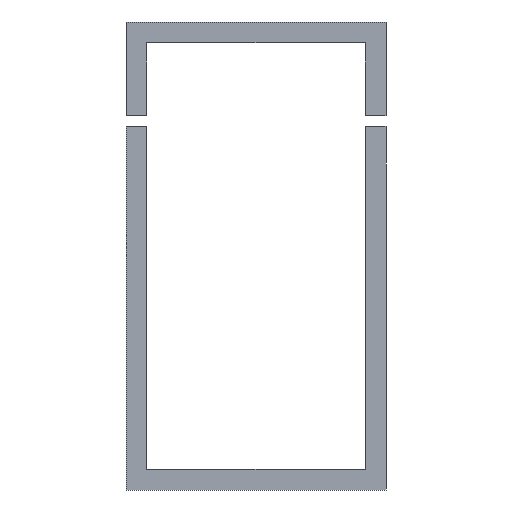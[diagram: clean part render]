
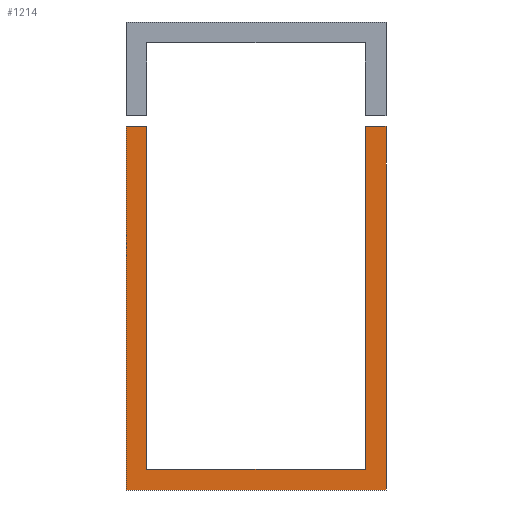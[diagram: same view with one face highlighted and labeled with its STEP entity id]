
A CAD part, front view. The second image highlights one B-rep face of the part: STEP entity #1214.
In plain terms, the highlighted planar face has unit normal (0, -1, 0).
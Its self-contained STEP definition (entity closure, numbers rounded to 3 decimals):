
#925 = VERTEX_POINT('',#926);
#926 = CARTESIAN_POINT('',(-12.5,-9.,-17.5));
#934 = VERTEX_POINT('',#935);
#935 = CARTESIAN_POINT('',(12.5,-9.,-17.5));
#941 = EDGE_CURVE('',#925,#934,#942,.T.);
#942 = LINE('',#943,#944);
#943 = CARTESIAN_POINT('',(-12.5,-9.,-17.5));
#944 = VECTOR('',#945,1.);
#945 = DIRECTION('',(1.,0.,0.));
#1189 = VERTEX_POINT('',#1190);
#1190 = CARTESIAN_POINT('',(12.5,-9.,17.5));
#1196 = EDGE_CURVE('',#1189,#1197,#1199,.T.);
#1197 = VERTEX_POINT('',#1198);
#1198 = CARTESIAN_POINT('',(10.5,-9.,17.5));
#1199 = LINE('',#1200,#1201);
#1200 = CARTESIAN_POINT('',(12.5,-9.,17.5));
#1201 = VECTOR('',#1202,1.);
#1202 = DIRECTION('',(-1.,0.,0.));
#1214 = ADVANCED_FACE('',(#1215),#1263,.F.);
#1215 = FACE_BOUND('',#1216,.T.);
#1216 = EDGE_LOOP('',(#1217,#1218,#1224,#1225,#1233,#1241,#1249,#1257));
#1217 = ORIENTED_EDGE('',*,*,#941,.T.);
#1218 = ORIENTED_EDGE('',*,*,#1219,.T.);
#1219 = EDGE_CURVE('',#934,#1189,#1220,.T.);
#1220 = LINE('',#1221,#1222);
#1221 = CARTESIAN_POINT('',(12.5,-9.,-17.5));
#1222 = VECTOR('',#1223,1.);
#1223 = DIRECTION('',(0.,0.,1.));
#1224 = ORIENTED_EDGE('',*,*,#1196,.T.);
#1225 = ORIENTED_EDGE('',*,*,#1226,.T.);
#1226 = EDGE_CURVE('',#1197,#1227,#1229,.T.);
#1227 = VERTEX_POINT('',#1228);
#1228 = CARTESIAN_POINT('',(10.5,-9.,-15.5));
#1229 = LINE('',#1230,#1231);
#1230 = CARTESIAN_POINT('',(10.5,-9.,17.5));
#1231 = VECTOR('',#1232,1.);
#1232 = DIRECTION('',(0.,0.,-1.));
#1233 = ORIENTED_EDGE('',*,*,#1234,.T.);
#1234 = EDGE_CURVE('',#1227,#1235,#1237,.T.);
#1235 = VERTEX_POINT('',#1236);
#1236 = CARTESIAN_POINT('',(-10.5,-9.,-15.5));
#1237 = LINE('',#1238,#1239);
#1238 = CARTESIAN_POINT('',(10.5,-9.,-15.5));
#1239 = VECTOR('',#1240,1.);
#1240 = DIRECTION('',(-1.,0.,0.));
#1241 = ORIENTED_EDGE('',*,*,#1242,.T.);
#1242 = EDGE_CURVE('',#1235,#1243,#1245,.T.);
#1243 = VERTEX_POINT('',#1244);
#1244 = CARTESIAN_POINT('',(-10.5,-9.,17.5));
#1245 = LINE('',#1246,#1247);
#1246 = CARTESIAN_POINT('',(-10.5,-9.,-15.5));
#1247 = VECTOR('',#1248,1.);
#1248 = DIRECTION('',(0.,0.,1.));
#1249 = ORIENTED_EDGE('',*,*,#1250,.T.);
#1250 = EDGE_CURVE('',#1243,#1251,#1253,.T.);
#1251 = VERTEX_POINT('',#1252);
#1252 = CARTESIAN_POINT('',(-12.5,-9.,17.5));
#1253 = LINE('',#1254,#1255);
#1254 = CARTESIAN_POINT('',(-10.5,-9.,17.5));
#1255 = VECTOR('',#1256,1.);
#1256 = DIRECTION('',(-1.,0.,0.));
#1257 = ORIENTED_EDGE('',*,*,#1258,.T.);
#1258 = EDGE_CURVE('',#1251,#925,#1259,.T.);
#1259 = LINE('',#1260,#1261);
#1260 = CARTESIAN_POINT('',(-12.5,-9.,17.5));
#1261 = VECTOR('',#1262,1.);
#1262 = DIRECTION('',(0.,0.,-1.));
#1263 = PLANE('',#1264);
#1264 = AXIS2_PLACEMENT_3D('',#1265,#1266,#1267);
#1265 = CARTESIAN_POINT('',(0.,-9.,-3.371));
#1266 = DIRECTION('',(0.,1.,0.));
#1267 = DIRECTION('',(0.,0.,1.));
